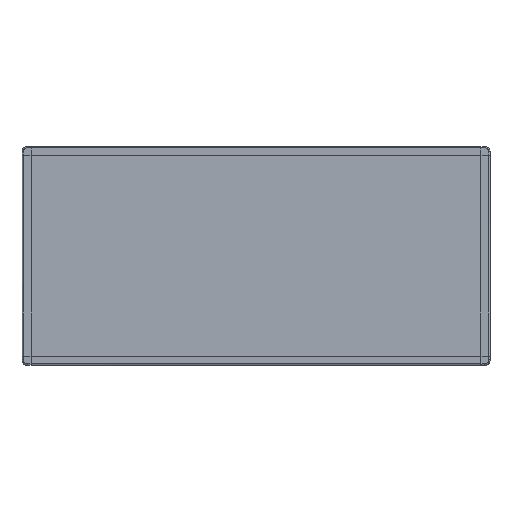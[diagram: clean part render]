
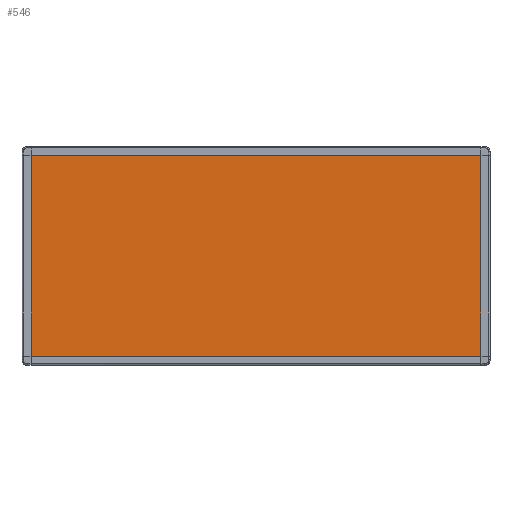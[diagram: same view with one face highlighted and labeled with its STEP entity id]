
A CAD part, top view. The second image highlights one B-rep face of the part: STEP entity #546.
In plain terms, the highlighted planar face has unit normal (0, 0, 1).
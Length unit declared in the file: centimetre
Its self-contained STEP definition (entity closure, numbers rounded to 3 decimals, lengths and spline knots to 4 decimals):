
#546=ADVANCED_FACE('',(#877),#5180,.T.);
#877=FACE_OUTER_BOUND('',#1209,.T.);
#1209=EDGE_LOOP('',(#1740,#1741,#1742,#1743));
#1740=ORIENTED_EDGE('',*,*,#3154,.T.);
#1741=ORIENTED_EDGE('',*,*,#3155,.T.);
#1742=ORIENTED_EDGE('',*,*,#3156,.T.);
#1743=ORIENTED_EDGE('',*,*,#3157,.T.);
#3154=EDGE_CURVE('',#4684,#4685,#3952,.T.);
#3155=EDGE_CURVE('',#4685,#4686,#3953,.T.);
#3156=EDGE_CURVE('',#4686,#4687,#3954,.T.);
#3157=EDGE_CURVE('',#4687,#4684,#3955,.T.);
#3952=B_SPLINE_CURVE_WITH_KNOTS('',1,(#6768,#6769),.UNSPECIFIED.,.F.,.F.,
(2,2),(0.,175.),.UNSPECIFIED.);
#3953=B_SPLINE_CURVE_WITH_KNOTS('',1,(#6770,#6771),.UNSPECIFIED.,.F.,.F.,
(2,2),(0.,78.),.UNSPECIFIED.);
#3954=B_SPLINE_CURVE_WITH_KNOTS('',1,(#6772,#6773),.UNSPECIFIED.,.F.,.F.,
(2,2),(-175.,0.),.UNSPECIFIED.);
#3955=B_SPLINE_CURVE_WITH_KNOTS('',1,(#6774,#6775),.UNSPECIFIED.,.F.,.F.,
(2,2),(-78.,0.),.UNSPECIFIED.);
#4684=VERTEX_POINT('',#6764);
#4685=VERTEX_POINT('',#6765);
#4686=VERTEX_POINT('',#6766);
#4687=VERTEX_POINT('',#6767);
#5180=PLANE('',#5542);
#5542=AXIS2_PLACEMENT_3D('',#6763,#5876,$);
#5876=DIRECTION('',(0.,0.,1.));
#6763=CARTESIAN_POINT('',(0.,3.5,72.));
#6764=CARTESIAN_POINT('',(0.,3.5,72.));
#6765=CARTESIAN_POINT('',(175.,3.5,72.));
#6766=CARTESIAN_POINT('',(175.,81.5,72.));
#6767=CARTESIAN_POINT('',(0.,81.5,72.));
#6768=CARTESIAN_POINT('',(0.,3.5,72.));
#6769=CARTESIAN_POINT('',(175.,3.5,72.));
#6770=CARTESIAN_POINT('',(175.,3.5,72.));
#6771=CARTESIAN_POINT('',(175.,81.5,72.));
#6772=CARTESIAN_POINT('',(175.,81.5,72.));
#6773=CARTESIAN_POINT('',(0.,81.5,72.));
#6774=CARTESIAN_POINT('',(0.,81.5,72.));
#6775=CARTESIAN_POINT('',(0.,3.5,72.));
